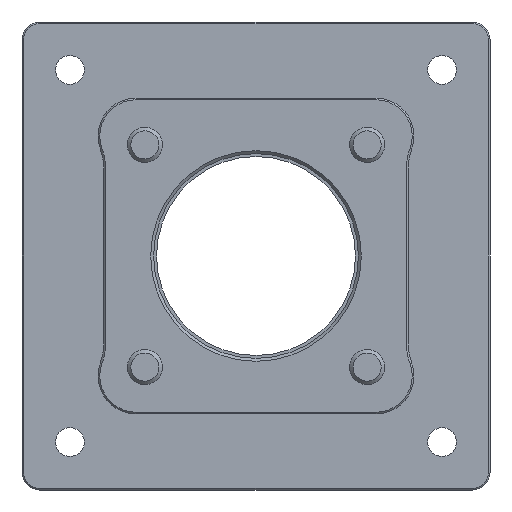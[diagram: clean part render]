
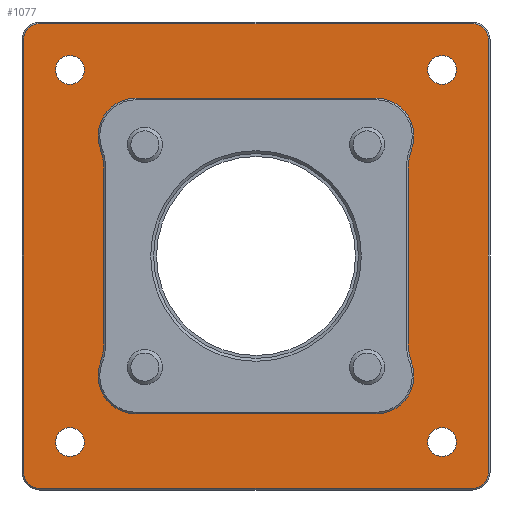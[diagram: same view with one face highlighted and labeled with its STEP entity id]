
A CAD part, front view. The second image highlights one B-rep face of the part: STEP entity #1077.
In plain terms, the highlighted planar face has unit normal (0, -1, 0).
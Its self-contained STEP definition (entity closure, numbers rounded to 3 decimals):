
#20=FACE_BOUND('',#266,.T.);
#21=FACE_BOUND('',#267,.T.);
#22=FACE_BOUND('',#268,.T.);
#23=FACE_BOUND('',#269,.T.);
#24=FACE_BOUND('',#270,.T.);
#88=CIRCLE('',#1160,2.7);
#90=CIRCLE('',#1164,2.7);
#91=CIRCLE('',#1167,2.7);
#92=CIRCLE('',#1170,2.7);
#93=CIRCLE('',#1175,6.5);
#94=CIRCLE('',#1176,6.5);
#95=CIRCLE('',#1177,10.1);
#96=CIRCLE('',#1178,10.1);
#97=CIRCLE('',#1179,6.5);
#98=CIRCLE('',#1180,6.5);
#99=CIRCLE('',#1181,10.1);
#100=CIRCLE('',#1182,10.1);
#101=CIRCLE('',#1183,2.459);
#102=CIRCLE('',#1184,2.459);
#103=CIRCLE('',#1185,2.459);
#104=CIRCLE('',#1186,2.459);
#186=FACE_OUTER_BOUND('',#265,.T.);
#265=EDGE_LOOP('',(#841,#842,#843,#844,#845,#846,#847,#848));
#266=EDGE_LOOP('',(#849,#850,#851,#852,#853,#854,#855,#856,#857,#858,#859,
#860));
#267=EDGE_LOOP('',(#861));
#268=EDGE_LOOP('',(#862));
#269=EDGE_LOOP('',(#863));
#270=EDGE_LOOP('',(#864));
#368=LINE('',#1715,#444);
#372=LINE('',#1727,#448);
#376=LINE('',#1738,#452);
#380=LINE('',#1747,#456);
#384=LINE('',#1761,#460);
#385=LINE('',#1767,#461);
#386=LINE('',#1773,#462);
#387=LINE('',#1779,#463);
#444=VECTOR('',#1355,74.);
#448=VECTOR('',#1367,74.);
#452=VECTOR('',#1379,74.);
#456=VECTOR('',#1389,74.);
#460=VECTOR('',#1407,41.);
#461=VECTOR('',#1412,29.651);
#462=VECTOR('',#1417,41.);
#463=VECTOR('',#1422,29.651);
#522=VERTEX_POINT('',#1712);
#523=VERTEX_POINT('',#1714);
#525=VERTEX_POINT('',#1720);
#527=VERTEX_POINT('',#1725);
#529=VERTEX_POINT('',#1732);
#530=VERTEX_POINT('',#1736);
#531=VERTEX_POINT('',#1741);
#532=VERTEX_POINT('',#1745);
#533=VERTEX_POINT('',#1757);
#534=VERTEX_POINT('',#1758);
#535=VERTEX_POINT('',#1760);
#536=VERTEX_POINT('',#1762);
#537=VERTEX_POINT('',#1764);
#538=VERTEX_POINT('',#1766);
#539=VERTEX_POINT('',#1768);
#540=VERTEX_POINT('',#1770);
#541=VERTEX_POINT('',#1772);
#542=VERTEX_POINT('',#1774);
#543=VERTEX_POINT('',#1776);
#544=VERTEX_POINT('',#1778);
#545=VERTEX_POINT('',#1781);
#546=VERTEX_POINT('',#1783);
#547=VERTEX_POINT('',#1785);
#548=VERTEX_POINT('',#1787);
#631=EDGE_CURVE('',#522,#523,#368,.T.);
#635=EDGE_CURVE('',#525,#522,#88,.T.);
#637=EDGE_CURVE('',#527,#525,#372,.T.);
#641=EDGE_CURVE('',#529,#527,#90,.T.);
#643=EDGE_CURVE('',#530,#529,#376,.T.);
#646=EDGE_CURVE('',#531,#530,#91,.T.);
#648=EDGE_CURVE('',#532,#531,#380,.T.);
#649=EDGE_CURVE('',#523,#532,#92,.T.);
#653=EDGE_CURVE('',#533,#534,#93,.T.);
#654=EDGE_CURVE('',#534,#535,#384,.T.);
#655=EDGE_CURVE('',#535,#536,#94,.T.);
#656=EDGE_CURVE('',#536,#537,#95,.T.);
#657=EDGE_CURVE('',#537,#538,#385,.T.);
#658=EDGE_CURVE('',#538,#539,#96,.T.);
#659=EDGE_CURVE('',#539,#540,#97,.T.);
#660=EDGE_CURVE('',#540,#541,#386,.T.);
#661=EDGE_CURVE('',#541,#542,#98,.T.);
#662=EDGE_CURVE('',#542,#543,#99,.T.);
#663=EDGE_CURVE('',#543,#544,#387,.T.);
#664=EDGE_CURVE('',#544,#533,#100,.T.);
#665=EDGE_CURVE('',#545,#545,#101,.T.);
#666=EDGE_CURVE('',#546,#546,#102,.T.);
#667=EDGE_CURVE('',#547,#547,#103,.T.);
#668=EDGE_CURVE('',#548,#548,#104,.T.);
#841=ORIENTED_EDGE('',*,*,#631,.F.);
#842=ORIENTED_EDGE('',*,*,#635,.F.);
#843=ORIENTED_EDGE('',*,*,#637,.F.);
#844=ORIENTED_EDGE('',*,*,#641,.F.);
#845=ORIENTED_EDGE('',*,*,#643,.F.);
#846=ORIENTED_EDGE('',*,*,#646,.F.);
#847=ORIENTED_EDGE('',*,*,#648,.F.);
#848=ORIENTED_EDGE('',*,*,#649,.F.);
#849=ORIENTED_EDGE('',*,*,#653,.T.);
#850=ORIENTED_EDGE('',*,*,#654,.T.);
#851=ORIENTED_EDGE('',*,*,#655,.T.);
#852=ORIENTED_EDGE('',*,*,#656,.T.);
#853=ORIENTED_EDGE('',*,*,#657,.T.);
#854=ORIENTED_EDGE('',*,*,#658,.T.);
#855=ORIENTED_EDGE('',*,*,#659,.T.);
#856=ORIENTED_EDGE('',*,*,#660,.T.);
#857=ORIENTED_EDGE('',*,*,#661,.T.);
#858=ORIENTED_EDGE('',*,*,#662,.T.);
#859=ORIENTED_EDGE('',*,*,#663,.T.);
#860=ORIENTED_EDGE('',*,*,#664,.T.);
#861=ORIENTED_EDGE('',*,*,#665,.T.);
#862=ORIENTED_EDGE('',*,*,#666,.T.);
#863=ORIENTED_EDGE('',*,*,#667,.T.);
#864=ORIENTED_EDGE('',*,*,#668,.T.);
#1036=PLANE('',#1174);
#1077=ADVANCED_FACE('',(#186,#20,#21,#22,#23,#24),#1036,.T.);
#1160=AXIS2_PLACEMENT_3D('',#1722,#1362,#1363);
#1164=AXIS2_PLACEMENT_3D('',#1734,#1374,#1375);
#1167=AXIS2_PLACEMENT_3D('',#1743,#1384,#1385);
#1170=AXIS2_PLACEMENT_3D('',#1749,#1392,#1393);
#1174=AXIS2_PLACEMENT_3D('',#1756,#1403,#1404);
#1175=AXIS2_PLACEMENT_3D('',#1759,#1405,#1406);
#1176=AXIS2_PLACEMENT_3D('',#1763,#1408,#1409);
#1177=AXIS2_PLACEMENT_3D('',#1765,#1410,#1411);
#1178=AXIS2_PLACEMENT_3D('',#1769,#1413,#1414);
#1179=AXIS2_PLACEMENT_3D('',#1771,#1415,#1416);
#1180=AXIS2_PLACEMENT_3D('',#1775,#1418,#1419);
#1181=AXIS2_PLACEMENT_3D('',#1777,#1420,#1421);
#1182=AXIS2_PLACEMENT_3D('',#1780,#1423,#1424);
#1183=AXIS2_PLACEMENT_3D('',#1782,#1425,#1426);
#1184=AXIS2_PLACEMENT_3D('',#1784,#1427,#1428);
#1185=AXIS2_PLACEMENT_3D('',#1786,#1429,#1430);
#1186=AXIS2_PLACEMENT_3D('',#1788,#1431,#1432);
#1355=DIRECTION('',(1.,0.,0.));
#1362=DIRECTION('center_axis',(0.,1.,0.));
#1363=DIRECTION('ref_axis',(-0.707,0.,0.707));
#1367=DIRECTION('',(0.,0.,1.));
#1374=DIRECTION('center_axis',(0.,1.,0.));
#1375=DIRECTION('ref_axis',(-0.707,0.,-0.707));
#1379=DIRECTION('',(-1.,0.,0.));
#1384=DIRECTION('center_axis',(0.,1.,0.));
#1385=DIRECTION('ref_axis',(0.707,0.,-0.707));
#1389=DIRECTION('',(0.,0.,-1.));
#1392=DIRECTION('center_axis',(0.,1.,0.));
#1393=DIRECTION('ref_axis',(0.707,0.,0.707));
#1403=DIRECTION('center_axis',(0.,-1.,0.));
#1404=DIRECTION('ref_axis',(0.,0.,-1.));
#1405=DIRECTION('center_axis',(0.,1.,0.));
#1406=DIRECTION('ref_axis',(-0.94,0.,-0.342));
#1407=DIRECTION('',(1.,0.,0.));
#1408=DIRECTION('center_axis',(0.,1.,0.));
#1409=DIRECTION('ref_axis',(0.,0.,1.));
#1410=DIRECTION('center_axis',(0.,-1.,0.));
#1411=DIRECTION('ref_axis',(1.,0.,0.));
#1412=DIRECTION('',(0.,0.,-1.));
#1413=DIRECTION('center_axis',(0.,-1.,0.));
#1414=DIRECTION('ref_axis',(0.94,0.,0.342));
#1415=DIRECTION('center_axis',(0.,1.,0.));
#1416=DIRECTION('ref_axis',(0.94,0.,0.342));
#1417=DIRECTION('',(-1.,0.,0.));
#1418=DIRECTION('center_axis',(0.,1.,0.));
#1419=DIRECTION('ref_axis',(0.,0.,-1.));
#1420=DIRECTION('center_axis',(0.,-1.,0.));
#1421=DIRECTION('ref_axis',(-1.,0.,0.));
#1422=DIRECTION('',(0.,0.,1.));
#1423=DIRECTION('center_axis',(0.,-1.,0.));
#1424=DIRECTION('ref_axis',(-0.94,0.,-0.342));
#1425=DIRECTION('center_axis',(0.,1.,0.));
#1426=DIRECTION('ref_axis',(1.,0.,0.));
#1427=DIRECTION('center_axis',(0.,1.,0.));
#1428=DIRECTION('ref_axis',(1.,0.,0.));
#1429=DIRECTION('center_axis',(0.,1.,0.));
#1430=DIRECTION('ref_axis',(1.,0.,0.));
#1431=DIRECTION('center_axis',(0.,1.,0.));
#1432=DIRECTION('ref_axis',(1.,0.,0.));
#1712=CARTESIAN_POINT('',(-37.,50.,39.7));
#1714=CARTESIAN_POINT('',(37.,50.,39.7));
#1715=CARTESIAN_POINT('',(-20.,50.,39.7));
#1720=CARTESIAN_POINT('',(-39.7,50.,37.));
#1722=CARTESIAN_POINT('Origin',(-37.,50.,37.));
#1725=CARTESIAN_POINT('',(-39.7,50.,-37.));
#1727=CARTESIAN_POINT('',(-39.7,50.,-20.));
#1732=CARTESIAN_POINT('',(-37.,50.,-39.7));
#1734=CARTESIAN_POINT('Origin',(-37.,50.,-37.));
#1736=CARTESIAN_POINT('',(37.,50.,-39.7));
#1738=CARTESIAN_POINT('',(20.,50.,-39.7));
#1741=CARTESIAN_POINT('',(39.7,50.,-37.));
#1743=CARTESIAN_POINT('Origin',(37.,50.,-37.));
#1745=CARTESIAN_POINT('',(39.7,50.,37.));
#1747=CARTESIAN_POINT('',(39.7,50.,20.));
#1749=CARTESIAN_POINT('Origin',(37.,50.,37.));
#1756=CARTESIAN_POINT('Origin',(0.,50.,0.));
#1757=CARTESIAN_POINT('',(-26.608,50.,18.278));
#1758=CARTESIAN_POINT('',(-20.5,50.,27.));
#1759=CARTESIAN_POINT('Origin',(-20.5,50.,20.5));
#1760=CARTESIAN_POINT('',(20.5,50.,27.));
#1761=CARTESIAN_POINT('',(-20.5,50.,27.));
#1762=CARTESIAN_POINT('',(26.608,50.,18.278));
#1763=CARTESIAN_POINT('Origin',(20.5,50.,20.5));
#1764=CARTESIAN_POINT('',(26.,50.,14.825));
#1765=CARTESIAN_POINT('Origin',(36.1,50.,14.825));
#1766=CARTESIAN_POINT('',(26.,50.,-14.825));
#1767=CARTESIAN_POINT('',(26.,50.,14.825));
#1768=CARTESIAN_POINT('',(26.608,50.,-18.278));
#1769=CARTESIAN_POINT('Origin',(36.1,50.,-14.825));
#1770=CARTESIAN_POINT('',(20.5,50.,-27.));
#1771=CARTESIAN_POINT('Origin',(20.5,50.,-20.5));
#1772=CARTESIAN_POINT('',(-20.5,50.,-27.));
#1773=CARTESIAN_POINT('',(20.5,50.,-27.));
#1774=CARTESIAN_POINT('',(-26.608,50.,-18.278));
#1775=CARTESIAN_POINT('Origin',(-20.5,50.,-20.5));
#1776=CARTESIAN_POINT('',(-26.,50.,-14.825));
#1777=CARTESIAN_POINT('Origin',(-36.1,50.,-14.825));
#1778=CARTESIAN_POINT('',(-26.,50.,14.825));
#1779=CARTESIAN_POINT('',(-26.,50.,-14.825));
#1780=CARTESIAN_POINT('Origin',(-36.1,50.,14.825));
#1781=CARTESIAN_POINT('',(34.278,50.,-31.82));
#1782=CARTESIAN_POINT('Origin',(31.82,50.,-31.82));
#1783=CARTESIAN_POINT('',(-29.361,50.,31.82));
#1784=CARTESIAN_POINT('Origin',(-31.82,50.,31.82));
#1785=CARTESIAN_POINT('',(34.278,50.,31.82));
#1786=CARTESIAN_POINT('Origin',(31.82,50.,31.82));
#1787=CARTESIAN_POINT('',(-29.361,50.,-31.82));
#1788=CARTESIAN_POINT('Origin',(-31.82,50.,-31.82));
